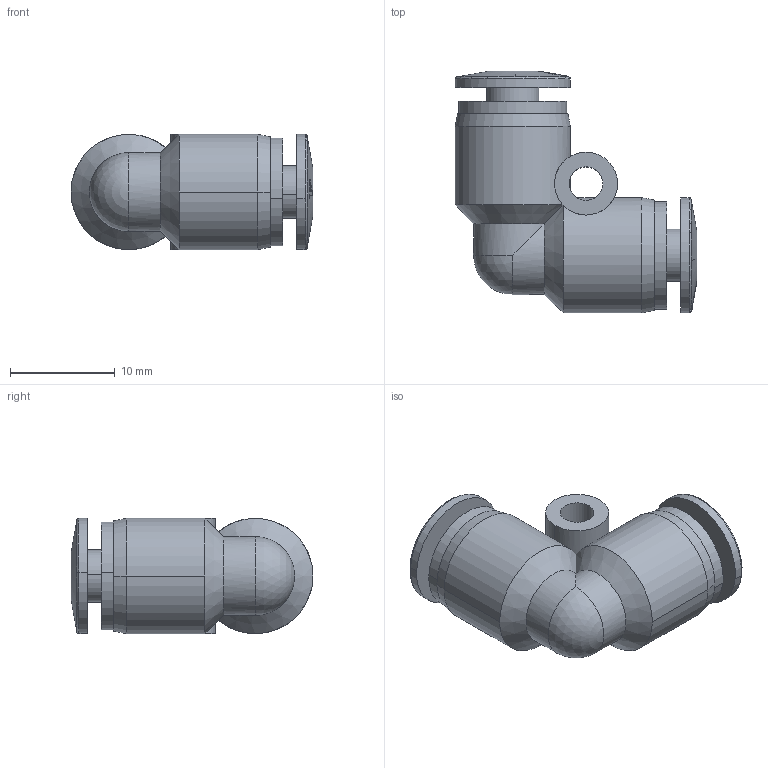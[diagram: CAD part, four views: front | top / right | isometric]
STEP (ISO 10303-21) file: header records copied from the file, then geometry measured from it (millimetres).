
FILE_DESCRIPTION((''),'2;1');
FILE_NAME('WTRUL0400_ASM','2023-10-23T23:06:19',('wang'),(''),'CREO PARAMETRIC BY PTC INC, 2023073','CREO PARAMETRIC BY PTC INC, 2023073','');
FILE_SCHEMA(('CONFIG_CONTROL_DESIGN','SHAPE_APPEARANCE_LAYERS_GROUPS'));
Length unit declared in the file: millimetre
Products named in the file (6): JV2044; 4_1_1__; 4_1_2__; T4_00; T400_ASM; WTRUL0400_ASM
Assembly tree (6 placements, depth 3):
  WTRUL0400_ASM
    JV2044
    T400_ASM  x2
      4_1_1__
      4_1_2__
      T4_00
Bounding box: 23.06 x 23.06 x 11 mm (x, y, z)
Volume: 2669.1 mm3; surface area: 2287.5 mm2
Topology: 7 solids, 7 shells, 104 faces, 272 edges, 181 vertices
Faces by surface type: plane 39, cylinder 32, cone 24, torus 8, sphere 1
Entity records: 2656 total; most frequent: CARTESIAN_POINT 648, DIRECTION 356, ORIENTED_EDGE 334, EDGE_CURVE 167, AXIS2_PLACEMENT_3D 155, VERTEX_POINT 111, COLOUR_RGB 109, CIRCLE 75
